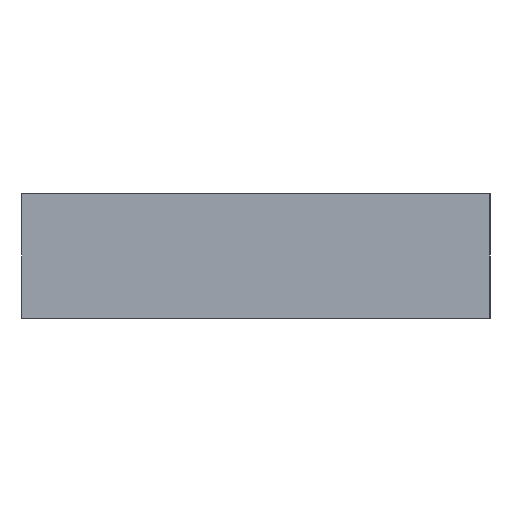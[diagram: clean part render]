
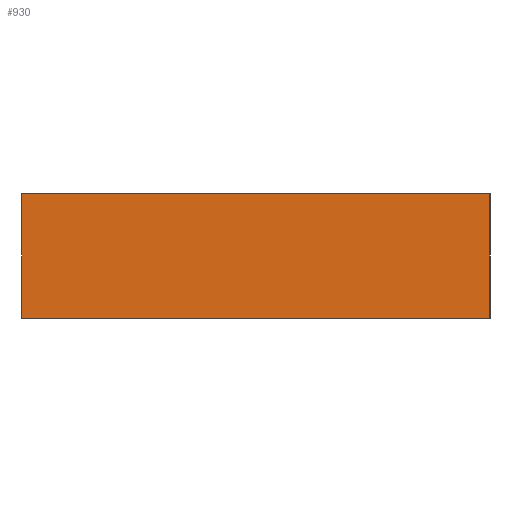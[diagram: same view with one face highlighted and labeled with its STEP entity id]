
A CAD part, left-side view. The second image highlights one B-rep face of the part: STEP entity #930.
In plain terms, the highlighted planar face has unit normal (-1, 0, 0).
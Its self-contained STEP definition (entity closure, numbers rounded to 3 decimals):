
#67 = CARTESIAN_POINT ( 'NONE',  ( -37.5, -22.5, 12. ) ) ;
#83 = ORIENTED_EDGE ( 'NONE', *, *, #405, .F. ) ;
#100 = CARTESIAN_POINT ( 'NONE',  ( -37.5, -22.5, 0. ) ) ;
#105 = CARTESIAN_POINT ( 'NONE',  ( -37.5, -22.5, 12. ) ) ;
#110 = CARTESIAN_POINT ( 'NONE',  ( -37.5, 22.5, 0. ) ) ;
#156 = VERTEX_POINT ( 'NONE', #105 ) ;
#181 = DIRECTION ( 'NONE',  ( 0., 0., -1. ) ) ;
#198 = CARTESIAN_POINT ( 'NONE',  ( -37.5, 22.5, 12. ) ) ;
#219 = DIRECTION ( 'NONE',  ( 0., 0., -1. ) ) ;
#227 = FACE_OUTER_BOUND ( 'NONE', #836, .T. ) ;
#241 = EDGE_CURVE ( 'NONE', #467, #466, #803, .T. ) ;
#246 = LINE ( 'NONE', #746, #656 ) ;
#277 = ORIENTED_EDGE ( 'NONE', *, *, #367, .F. ) ;
#299 = AXIS2_PLACEMENT_3D ( 'NONE', #490, #639, #181 ) ;
#312 = DIRECTION ( 'NONE',  ( 0., -1., 0. ) ) ;
#319 = VECTOR ( 'NONE', #312, 1000. ) ;
#342 = LINE ( 'NONE', #841, #319 ) ;
#360 = EDGE_CURVE ( 'NONE', #466, #637, #342, .T. ) ;
#367 = EDGE_CURVE ( 'NONE', #467, #156, #536, .T. ) ;
#405 = EDGE_CURVE ( 'NONE', #156, #637, #246, .T. ) ;
#466 = VERTEX_POINT ( 'NONE', #110 ) ;
#467 = VERTEX_POINT ( 'NONE', #198 ) ;
#490 = CARTESIAN_POINT ( 'NONE',  ( -37.5, -22.5, 12. ) ) ;
#527 = ORIENTED_EDGE ( 'NONE', *, *, #360, .T. ) ;
#536 = LINE ( 'NONE', #67, #911 ) ;
#604 = ORIENTED_EDGE ( 'NONE', *, *, #241, .T. ) ;
#617 = DIRECTION ( 'NONE',  ( 0., 0., -1. ) ) ;
#631 = DIRECTION ( 'NONE',  ( 0., -1., 0. ) ) ;
#637 = VERTEX_POINT ( 'NONE', #100 ) ;
#639 = DIRECTION ( 'NONE',  ( 1., 0., 0. ) ) ;
#656 = VECTOR ( 'NONE', #219, 1000. ) ;
#746 = CARTESIAN_POINT ( 'NONE',  ( -37.5, -22.5, 12. ) ) ;
#757 = PLANE ( 'NONE',  #299 ) ;
#780 = VECTOR ( 'NONE', #617, 1000. ) ;
#803 = LINE ( 'NONE', #918, #780 ) ;
#836 = EDGE_LOOP ( 'NONE', ( #527, #83, #277, #604 ) ) ;
#841 = CARTESIAN_POINT ( 'NONE',  ( -37.5, -22.5, 0. ) ) ;
#911 = VECTOR ( 'NONE', #631, 1000. ) ;
#918 = CARTESIAN_POINT ( 'NONE',  ( -37.5, 22.5, 12. ) ) ;
#930 = ADVANCED_FACE ( 'NONE', ( #227 ), #757, .F. ) ;
